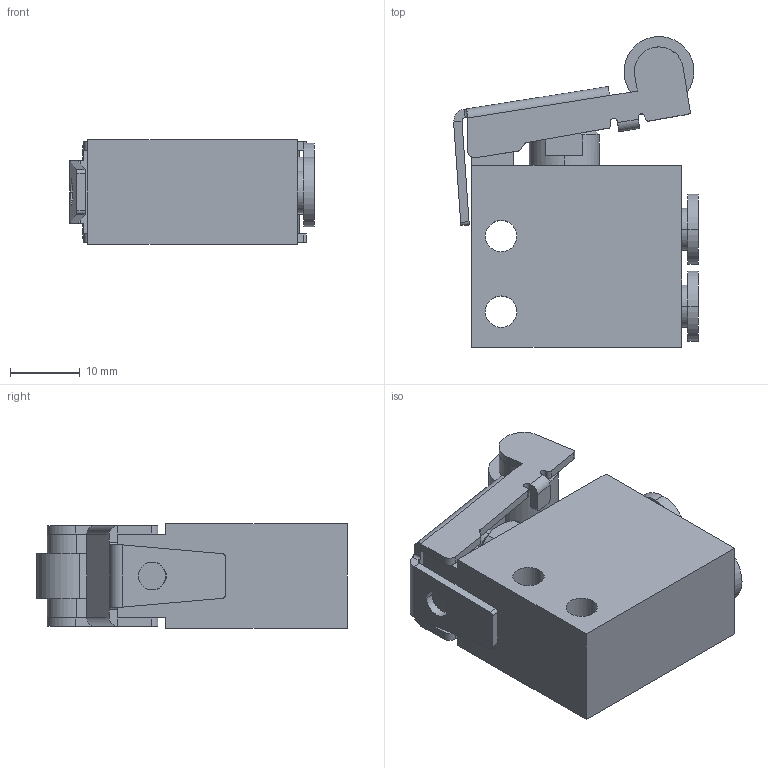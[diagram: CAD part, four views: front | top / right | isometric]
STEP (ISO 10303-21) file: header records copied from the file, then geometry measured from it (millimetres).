
FILE_DESCRIPTION (( 'STEP AP214' ), '1' );
FILE_NAME ('EVP-CS-R.step', '2018-03-21T19:09:40', ( '' ), ( '' ), 'SwSTEP 2.0', 'SolidWorks 2017', '' );
FILE_SCHEMA (( 'AUTOMOTIVE_DESIGN' ));
Length unit declared in the file: inch
Products named in the file (1): EVP-CS-R
Bounding box: 34.99 x 44.45 x 15 mm (x, y, z)
Volume: 14266.7 mm3; surface area: 7234.6 mm2
Topology: 3 solids, 3 shells, 149 faces, 386 edges, 254 vertices
Faces by surface type: plane 75, cylinder 70, cone 4
Entity records: 6615 total; most frequent: DIRECTION 828, CARTESIAN_POINT 808, ORIENTED_EDGE 772, EDGE_CURVE 386, AXIS2_PLACEMENT_3D 298, VERTEX_POINT 254, VECTOR 232, LINE 232
